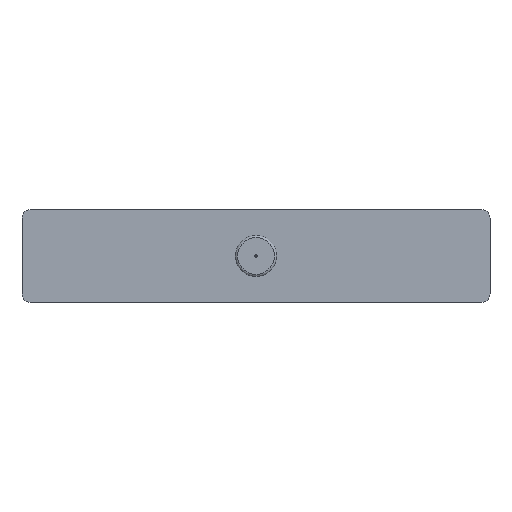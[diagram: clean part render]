
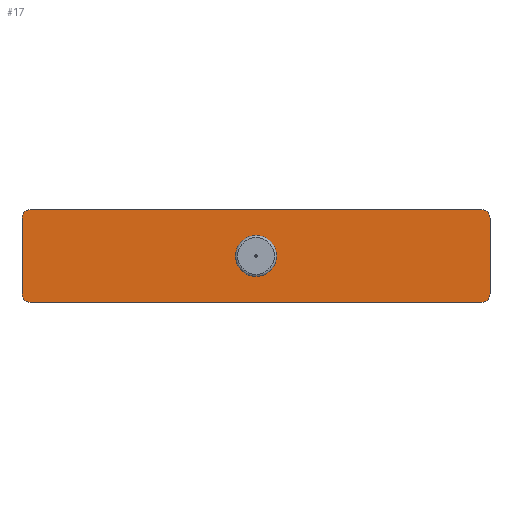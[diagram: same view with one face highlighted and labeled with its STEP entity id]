
A CAD part, top view. The second image highlights one B-rep face of the part: STEP entity #17.
In plain terms, the highlighted planar face has unit normal (0, 0, 1).
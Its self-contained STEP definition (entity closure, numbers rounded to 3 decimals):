
#17 = ADVANCED_FACE('',(#18,#54),#31,.T.);
#18 = FACE_BOUND('',#19,.T.);
#19 = EDGE_LOOP('',(#20));
#20 = ORIENTED_EDGE('',*,*,#21,.F.);
#21 = EDGE_CURVE('',#22,#22,#24,.T.);
#22 = VERTEX_POINT('',#23);
#23 = CARTESIAN_POINT('',(112.428,21.,6.2));
#24 = SURFACE_CURVE('',#25,(#30,#42),.PCURVE_S1.);
#25 = CIRCLE('',#26,7.428);
#26 = AXIS2_PLACEMENT_3D('',#27,#28,#29);
#27 = CARTESIAN_POINT('',(105.,21.,6.2));
#28 = DIRECTION('',(0.,0.,1.));
#29 = DIRECTION('',(1.,0.,0.));
#30 = PCURVE('',#31,#36);
#31 = PLANE('',#32);
#32 = AXIS2_PLACEMENT_3D('',#33,#34,#35);
#33 = CARTESIAN_POINT('',(105.,21.,6.2));
#34 = DIRECTION('',(0.,0.,1.));
#35 = DIRECTION('',(1.,0.,0.));
#36 = DEFINITIONAL_REPRESENTATION('',(#37),#41);
#37 = CIRCLE('',#38,7.428);
#38 = AXIS2_PLACEMENT_2D('',#39,#40);
#39 = CARTESIAN_POINT('',(0.,0.));
#40 = DIRECTION('',(1.,0.));
#41 = ( GEOMETRIC_REPRESENTATION_CONTEXT(2) 
PARAMETRIC_REPRESENTATION_CONTEXT() REPRESENTATION_CONTEXT('2D SPACE',''
  ) );
#42 = PCURVE('',#43,#48);
#43 = TOROIDAL_SURFACE('',#44,7.428,1.);
#44 = AXIS2_PLACEMENT_3D('',#45,#46,#47);
#45 = CARTESIAN_POINT('',(105.,21.,7.2));
#46 = DIRECTION('',(0.,0.,-1.));
#47 = DIRECTION('',(1.,0.,0.));
#48 = DEFINITIONAL_REPRESENTATION('',(#49),#53);
#49 = LINE('',#50,#51);
#50 = CARTESIAN_POINT('',(-0.,1.571));
#51 = VECTOR('',#52,1.);
#52 = DIRECTION('',(-1.,0.));
#53 = ( GEOMETRIC_REPRESENTATION_CONTEXT(2) 
PARAMETRIC_REPRESENTATION_CONTEXT() REPRESENTATION_CONTEXT('2D SPACE',''
  ) );
#54 = FACE_BOUND('',#55,.T.);
#55 = EDGE_LOOP('',(#56,#87,#115,#144,#172,#201,#229,#258));
#56 = ORIENTED_EDGE('',*,*,#57,.T.);
#57 = EDGE_CURVE('',#58,#60,#62,.T.);
#58 = VERTEX_POINT('',#59);
#59 = CARTESIAN_POINT('',(0.25,4.,6.2));
#60 = VERTEX_POINT('',#61);
#61 = CARTESIAN_POINT('',(4.,0.25,6.2));
#62 = SURFACE_CURVE('',#63,(#68,#75),.PCURVE_S1.);
#63 = CIRCLE('',#64,3.75);
#64 = AXIS2_PLACEMENT_3D('',#65,#66,#67);
#65 = CARTESIAN_POINT('',(4.,4.,6.2));
#66 = DIRECTION('',(0.,0.,1.));
#67 = DIRECTION('',(1.,0.,0.));
#68 = PCURVE('',#31,#69);
#69 = DEFINITIONAL_REPRESENTATION('',(#70),#74);
#70 = CIRCLE('',#71,3.75);
#71 = AXIS2_PLACEMENT_2D('',#72,#73);
#72 = CARTESIAN_POINT('',(-101.,-17.));
#73 = DIRECTION('',(1.,0.));
#74 = ( GEOMETRIC_REPRESENTATION_CONTEXT(2) 
PARAMETRIC_REPRESENTATION_CONTEXT() REPRESENTATION_CONTEXT('2D SPACE',''
  ) );
#75 = PCURVE('',#76,#81);
#76 = CYLINDRICAL_SURFACE('',#77,3.75);
#77 = AXIS2_PLACEMENT_3D('',#78,#79,#80);
#78 = CARTESIAN_POINT('',(4.,4.,0.));
#79 = DIRECTION('',(0.,0.,1.));
#80 = DIRECTION('',(1.,0.,0.));
#81 = DEFINITIONAL_REPRESENTATION('',(#82),#86);
#82 = LINE('',#83,#84);
#83 = CARTESIAN_POINT('',(0.,6.2));
#84 = VECTOR('',#85,1.);
#85 = DIRECTION('',(1.,0.));
#86 = ( GEOMETRIC_REPRESENTATION_CONTEXT(2) 
PARAMETRIC_REPRESENTATION_CONTEXT() REPRESENTATION_CONTEXT('2D SPACE',''
  ) );
#87 = ORIENTED_EDGE('',*,*,#88,.F.);
#88 = EDGE_CURVE('',#89,#60,#91,.T.);
#89 = VERTEX_POINT('',#90);
#90 = CARTESIAN_POINT('',(206.,0.25,6.2));
#91 = SURFACE_CURVE('',#92,(#96,#103),.PCURVE_S1.);
#92 = LINE('',#93,#94);
#93 = CARTESIAN_POINT('',(206.,0.25,6.2));
#94 = VECTOR('',#95,1.);
#95 = DIRECTION('',(-1.,0.,0.));
#96 = PCURVE('',#31,#97);
#97 = DEFINITIONAL_REPRESENTATION('',(#98),#102);
#98 = LINE('',#99,#100);
#99 = CARTESIAN_POINT('',(101.,-20.75));
#100 = VECTOR('',#101,1.);
#101 = DIRECTION('',(-1.,0.));
#102 = ( GEOMETRIC_REPRESENTATION_CONTEXT(2) 
PARAMETRIC_REPRESENTATION_CONTEXT() REPRESENTATION_CONTEXT('2D SPACE',''
  ) );
#103 = PCURVE('',#104,#109);
#104 = PLANE('',#105);
#105 = AXIS2_PLACEMENT_3D('',#106,#107,#108);
#106 = CARTESIAN_POINT('',(105.,0.25,3.1));
#107 = DIRECTION('',(0.,-1.,0.));
#108 = DIRECTION('',(0.,0.,-1.));
#109 = DEFINITIONAL_REPRESENTATION('',(#110),#114);
#110 = LINE('',#111,#112);
#111 = CARTESIAN_POINT('',(-3.1,101.));
#112 = VECTOR('',#113,1.);
#113 = DIRECTION('',(0.,-1.));
#114 = ( GEOMETRIC_REPRESENTATION_CONTEXT(2) 
PARAMETRIC_REPRESENTATION_CONTEXT() REPRESENTATION_CONTEXT('2D SPACE',''
  ) );
#115 = ORIENTED_EDGE('',*,*,#116,.T.);
#116 = EDGE_CURVE('',#89,#117,#119,.T.);
#117 = VERTEX_POINT('',#118);
#118 = CARTESIAN_POINT('',(209.75,4.,6.2));
#119 = SURFACE_CURVE('',#120,(#125,#132),.PCURVE_S1.);
#120 = CIRCLE('',#121,3.75);
#121 = AXIS2_PLACEMENT_3D('',#122,#123,#124);
#122 = CARTESIAN_POINT('',(206.,4.,6.2));
#123 = DIRECTION('',(0.,0.,1.));
#124 = DIRECTION('',(1.,0.,0.));
#125 = PCURVE('',#31,#126);
#126 = DEFINITIONAL_REPRESENTATION('',(#127),#131);
#127 = CIRCLE('',#128,3.75);
#128 = AXIS2_PLACEMENT_2D('',#129,#130);
#129 = CARTESIAN_POINT('',(101.,-17.));
#130 = DIRECTION('',(1.,0.));
#131 = ( GEOMETRIC_REPRESENTATION_CONTEXT(2) 
PARAMETRIC_REPRESENTATION_CONTEXT() REPRESENTATION_CONTEXT('2D SPACE',''
  ) );
#132 = PCURVE('',#133,#138);
#133 = CYLINDRICAL_SURFACE('',#134,3.75);
#134 = AXIS2_PLACEMENT_3D('',#135,#136,#137);
#135 = CARTESIAN_POINT('',(206.,4.,0.));
#136 = DIRECTION('',(0.,0.,1.));
#137 = DIRECTION('',(1.,0.,0.));
#138 = DEFINITIONAL_REPRESENTATION('',(#139),#143);
#139 = LINE('',#140,#141);
#140 = CARTESIAN_POINT('',(0.,6.2));
#141 = VECTOR('',#142,1.);
#142 = DIRECTION('',(1.,0.));
#143 = ( GEOMETRIC_REPRESENTATION_CONTEXT(2) 
PARAMETRIC_REPRESENTATION_CONTEXT() REPRESENTATION_CONTEXT('2D SPACE',''
  ) );
#144 = ORIENTED_EDGE('',*,*,#145,.F.);
#145 = EDGE_CURVE('',#146,#117,#148,.T.);
#146 = VERTEX_POINT('',#147);
#147 = CARTESIAN_POINT('',(209.75,38.,6.2));
#148 = SURFACE_CURVE('',#149,(#153,#160),.PCURVE_S1.);
#149 = LINE('',#150,#151);
#150 = CARTESIAN_POINT('',(209.75,38.,6.2));
#151 = VECTOR('',#152,1.);
#152 = DIRECTION('',(0.,-1.,0.));
#153 = PCURVE('',#31,#154);
#154 = DEFINITIONAL_REPRESENTATION('',(#155),#159);
#155 = LINE('',#156,#157);
#156 = CARTESIAN_POINT('',(104.75,17.));
#157 = VECTOR('',#158,1.);
#158 = DIRECTION('',(0.,-1.));
#159 = ( GEOMETRIC_REPRESENTATION_CONTEXT(2) 
PARAMETRIC_REPRESENTATION_CONTEXT() REPRESENTATION_CONTEXT('2D SPACE',''
  ) );
#160 = PCURVE('',#161,#166);
#161 = PLANE('',#162);
#162 = AXIS2_PLACEMENT_3D('',#163,#164,#165);
#163 = CARTESIAN_POINT('',(209.75,21.,3.1));
#164 = DIRECTION('',(1.,0.,0.));
#165 = DIRECTION('',(0.,0.,1.));
#166 = DEFINITIONAL_REPRESENTATION('',(#167),#171);
#167 = LINE('',#168,#169);
#168 = CARTESIAN_POINT('',(3.1,-17.));
#169 = VECTOR('',#170,1.);
#170 = DIRECTION('',(0.,1.));
#171 = ( GEOMETRIC_REPRESENTATION_CONTEXT(2) 
PARAMETRIC_REPRESENTATION_CONTEXT() REPRESENTATION_CONTEXT('2D SPACE',''
  ) );
#172 = ORIENTED_EDGE('',*,*,#173,.T.);
#173 = EDGE_CURVE('',#146,#174,#176,.T.);
#174 = VERTEX_POINT('',#175);
#175 = CARTESIAN_POINT('',(206.,41.75,6.2));
#176 = SURFACE_CURVE('',#177,(#182,#189),.PCURVE_S1.);
#177 = CIRCLE('',#178,3.75);
#178 = AXIS2_PLACEMENT_3D('',#179,#180,#181);
#179 = CARTESIAN_POINT('',(206.,38.,6.2));
#180 = DIRECTION('',(0.,0.,1.));
#181 = DIRECTION('',(1.,0.,0.));
#182 = PCURVE('',#31,#183);
#183 = DEFINITIONAL_REPRESENTATION('',(#184),#188);
#184 = CIRCLE('',#185,3.75);
#185 = AXIS2_PLACEMENT_2D('',#186,#187);
#186 = CARTESIAN_POINT('',(101.,17.));
#187 = DIRECTION('',(1.,0.));
#188 = ( GEOMETRIC_REPRESENTATION_CONTEXT(2) 
PARAMETRIC_REPRESENTATION_CONTEXT() REPRESENTATION_CONTEXT('2D SPACE',''
  ) );
#189 = PCURVE('',#190,#195);
#190 = CYLINDRICAL_SURFACE('',#191,3.75);
#191 = AXIS2_PLACEMENT_3D('',#192,#193,#194);
#192 = CARTESIAN_POINT('',(206.,38.,0.));
#193 = DIRECTION('',(-0.,-0.,-1.));
#194 = DIRECTION('',(1.,0.,0.));
#195 = DEFINITIONAL_REPRESENTATION('',(#196),#200);
#196 = LINE('',#197,#198);
#197 = CARTESIAN_POINT('',(-0.,-6.2));
#198 = VECTOR('',#199,1.);
#199 = DIRECTION('',(-1.,0.));
#200 = ( GEOMETRIC_REPRESENTATION_CONTEXT(2) 
PARAMETRIC_REPRESENTATION_CONTEXT() REPRESENTATION_CONTEXT('2D SPACE',''
  ) );
#201 = ORIENTED_EDGE('',*,*,#202,.F.);
#202 = EDGE_CURVE('',#203,#174,#205,.T.);
#203 = VERTEX_POINT('',#204);
#204 = CARTESIAN_POINT('',(4.,41.75,6.2));
#205 = SURFACE_CURVE('',#206,(#210,#217),.PCURVE_S1.);
#206 = LINE('',#207,#208);
#207 = CARTESIAN_POINT('',(4.,41.75,6.2));
#208 = VECTOR('',#209,1.);
#209 = DIRECTION('',(1.,0.,0.));
#210 = PCURVE('',#31,#211);
#211 = DEFINITIONAL_REPRESENTATION('',(#212),#216);
#212 = LINE('',#213,#214);
#213 = CARTESIAN_POINT('',(-101.,20.75));
#214 = VECTOR('',#215,1.);
#215 = DIRECTION('',(1.,0.));
#216 = ( GEOMETRIC_REPRESENTATION_CONTEXT(2) 
PARAMETRIC_REPRESENTATION_CONTEXT() REPRESENTATION_CONTEXT('2D SPACE',''
  ) );
#217 = PCURVE('',#218,#223);
#218 = PLANE('',#219);
#219 = AXIS2_PLACEMENT_3D('',#220,#221,#222);
#220 = CARTESIAN_POINT('',(105.,41.75,3.1));
#221 = DIRECTION('',(0.,1.,0.));
#222 = DIRECTION('',(0.,0.,1.));
#223 = DEFINITIONAL_REPRESENTATION('',(#224),#228);
#224 = LINE('',#225,#226);
#225 = CARTESIAN_POINT('',(3.1,-101.));
#226 = VECTOR('',#227,1.);
#227 = DIRECTION('',(0.,1.));
#228 = ( GEOMETRIC_REPRESENTATION_CONTEXT(2) 
PARAMETRIC_REPRESENTATION_CONTEXT() REPRESENTATION_CONTEXT('2D SPACE',''
  ) );
#229 = ORIENTED_EDGE('',*,*,#230,.T.);
#230 = EDGE_CURVE('',#203,#231,#233,.T.);
#231 = VERTEX_POINT('',#232);
#232 = CARTESIAN_POINT('',(0.25,38.,6.2));
#233 = SURFACE_CURVE('',#234,(#239,#246),.PCURVE_S1.);
#234 = CIRCLE('',#235,3.75);
#235 = AXIS2_PLACEMENT_3D('',#236,#237,#238);
#236 = CARTESIAN_POINT('',(4.,38.,6.2));
#237 = DIRECTION('',(0.,0.,1.));
#238 = DIRECTION('',(1.,0.,0.));
#239 = PCURVE('',#31,#240);
#240 = DEFINITIONAL_REPRESENTATION('',(#241),#245);
#241 = CIRCLE('',#242,3.75);
#242 = AXIS2_PLACEMENT_2D('',#243,#244);
#243 = CARTESIAN_POINT('',(-101.,17.));
#244 = DIRECTION('',(1.,0.));
#245 = ( GEOMETRIC_REPRESENTATION_CONTEXT(2) 
PARAMETRIC_REPRESENTATION_CONTEXT() REPRESENTATION_CONTEXT('2D SPACE',''
  ) );
#246 = PCURVE('',#247,#252);
#247 = CYLINDRICAL_SURFACE('',#248,3.75);
#248 = AXIS2_PLACEMENT_3D('',#249,#250,#251);
#249 = CARTESIAN_POINT('',(4.,38.,0.));
#250 = DIRECTION('',(0.,0.,1.));
#251 = DIRECTION('',(1.,0.,0.));
#252 = DEFINITIONAL_REPRESENTATION('',(#253),#257);
#253 = LINE('',#254,#255);
#254 = CARTESIAN_POINT('',(0.,6.2));
#255 = VECTOR('',#256,1.);
#256 = DIRECTION('',(1.,0.));
#257 = ( GEOMETRIC_REPRESENTATION_CONTEXT(2) 
PARAMETRIC_REPRESENTATION_CONTEXT() REPRESENTATION_CONTEXT('2D SPACE',''
  ) );
#258 = ORIENTED_EDGE('',*,*,#259,.F.);
#259 = EDGE_CURVE('',#58,#231,#260,.T.);
#260 = SURFACE_CURVE('',#261,(#265,#272),.PCURVE_S1.);
#261 = LINE('',#262,#263);
#262 = CARTESIAN_POINT('',(0.25,4.,6.2));
#263 = VECTOR('',#264,1.);
#264 = DIRECTION('',(0.,1.,0.));
#265 = PCURVE('',#31,#266);
#266 = DEFINITIONAL_REPRESENTATION('',(#267),#271);
#267 = LINE('',#268,#269);
#268 = CARTESIAN_POINT('',(-104.75,-17.));
#269 = VECTOR('',#270,1.);
#270 = DIRECTION('',(0.,1.));
#271 = ( GEOMETRIC_REPRESENTATION_CONTEXT(2) 
PARAMETRIC_REPRESENTATION_CONTEXT() REPRESENTATION_CONTEXT('2D SPACE',''
  ) );
#272 = PCURVE('',#273,#278);
#273 = PLANE('',#274);
#274 = AXIS2_PLACEMENT_3D('',#275,#276,#277);
#275 = CARTESIAN_POINT('',(0.25,21.,3.1));
#276 = DIRECTION('',(-1.,0.,0.));
#277 = DIRECTION('',(0.,0.,-1.));
#278 = DEFINITIONAL_REPRESENTATION('',(#279),#283);
#279 = LINE('',#280,#281);
#280 = CARTESIAN_POINT('',(-3.1,17.));
#281 = VECTOR('',#282,1.);
#282 = DIRECTION('',(0.,-1.));
#283 = ( GEOMETRIC_REPRESENTATION_CONTEXT(2) 
PARAMETRIC_REPRESENTATION_CONTEXT() REPRESENTATION_CONTEXT('2D SPACE',''
  ) );
